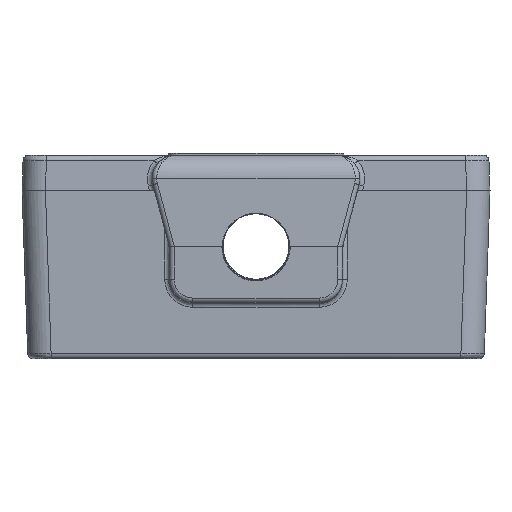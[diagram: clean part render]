
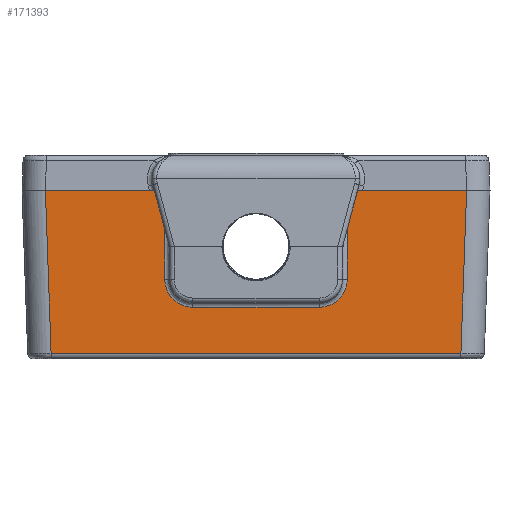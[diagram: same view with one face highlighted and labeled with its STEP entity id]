
A CAD part, left-side view. The second image highlights one B-rep face of the part: STEP entity #171393.
In plain terms, the highlighted planar face has unit normal (-1, 0, -0.018).
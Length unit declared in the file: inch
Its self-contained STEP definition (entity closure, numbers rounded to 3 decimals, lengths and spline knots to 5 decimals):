
#5184 = CARTESIAN_POINT ( 'NONE',  ( -2.2598, -0.6875, -0.44802 ) ) ;
#7746 = CARTESIAN_POINT ( 'NONE',  ( -2.26672, 0.4875, -0.05206 ) ) ;
#8668 = EDGE_CURVE ( 'NONE', #204671, #118961, #60262, .T. ) ;
#19353 = VECTOR ( 'NONE', #212175, 39.37008 ) ;
#27504 = CARTESIAN_POINT ( 'NONE',  ( -2.2641, -0.3375, -0.20206 ) ) ;
#31639 = CARTESIAN_POINT ( 'NONE',  ( -2.26417, 0.37676, -0.19816 ) ) ;
#33037 = EDGE_CURVE ( 'NONE', #118961, #112356, #70702, .T. ) ;
#34774 = FACE_OUTER_BOUND ( 'NONE', #224112, .T. ) ;
#43961 = VECTOR ( 'NONE', #143704, 39.37008 ) ;
#44728 = DIRECTION ( 'NONE',  ( 0., -1., 0. ) ) ;
#49602 = CARTESIAN_POINT ( 'NONE',  ( -2.275, -1.375, 0.4225 ) ) ;
#51489 = ORIENTED_EDGE ( 'NONE', *, *, #141496, .F. ) ;
#52201 = VECTOR ( 'NONE', #122766, 39.37008 ) ;
#56421 = EDGE_CURVE ( 'NONE', #209789, #104113, #77188, .T. ) ;
#60134 = ORIENTED_EDGE ( 'NONE', *, *, #56421, .F. ) ;
#60262 = B_SPLINE_CURVE_WITH_KNOTS ( 'NONE', 3,
 ( #7746, #80953, #154124, #227050, #62947, #121636, #125196, #31639, #214991, #122815 ),
 .UNSPECIFIED., .F., .F.,
 ( 4, 2, 2, 2, 4 ),
 ( 0., 0.25, 0.5, 0.75, 1. ),
 .UNSPECIFIED. ) ;
#61620 = VERTEX_POINT ( 'NONE', #137514 ) ;
#62315 = CARTESIAN_POINT ( 'NONE',  ( -2.26672, -0.4875, -0.05206 ) ) ;
#62947 = CARTESIAN_POINT ( 'NONE',  ( -2.26511, 0.45743, -0.14423 ) ) ;
#67058 = CARTESIAN_POINT ( 'NONE',  ( -2.26603, -0.4836, -0.09132 ) ) ;
#69609 = DIRECTION ( 'NONE',  ( 1., 0., 0.017 ) ) ;
#70502 = CARTESIAN_POINT ( 'NONE',  ( -2.25161, -0.4875, -0.91765 ) ) ;
#70702 = LINE ( 'NONE', #177502, #19353 ) ;
#71173 = ORIENTED_EDGE ( 'NONE', *, *, #95226, .F. ) ;
#72354 = CARTESIAN_POINT ( 'NONE',  ( -2.2598, -1.0946, -0.44802 ) ) ;
#75716 = VECTOR ( 'NONE', #44728, 39.37008 ) ;
#75880 = LINE ( 'NONE', #149060, #214163 ) ;
#76001 = DIRECTION ( 'NONE',  ( 0., 1., 0. ) ) ;
#77188 = LINE ( 'NONE', #5184, #212481 ) ;
#80953 = CARTESIAN_POINT ( 'NONE',  ( -2.26637, 0.48746, -0.0717 ) ) ;
#82688 = CARTESIAN_POINT ( 'NONE',  ( -2.2641, -0.35714, -0.20203 ) ) ;
#84001 = EDGE_CURVE ( 'NONE', #99730, #85101, #195249, .T. ) ;
#85101 = VERTEX_POINT ( 'NONE', #108948 ) ;
#86659 = CARTESIAN_POINT ( 'NONE',  ( -2.275, -1.125, 0.4225 ) ) ;
#88942 = CARTESIAN_POINT ( 'NONE',  ( -2.2641, -0.3375, -0.20206 ) ) ;
#90019 = DIRECTION ( 'NONE',  ( 0.017, 0., -1. ) ) ;
#95226 = EDGE_CURVE ( 'NONE', #112356, #99730, #99893, .T. ) ;
#96718 = LINE ( 'NONE', #150715, #210252 ) ;
#99730 = VERTEX_POINT ( 'NONE', #232907 ) ;
#99893 = B_SPLINE_CURVE_WITH_KNOTS ( 'NONE', 3,
 ( #27504, #82688, #190646, #135539, #231158, #140226, #104227, #67058, #213220, #62315 ),
 .UNSPECIFIED., .F., .F.,
 ( 4, 2, 2, 2, 4 ),
 ( 0., 0.25, 0.5, 0.75, 1. ),
 .UNSPECIFIED. ) ;
#100736 = VERTEX_POINT ( 'NONE', #86659 ) ;
#104113 = VERTEX_POINT ( 'NONE', #217506 ) ;
#104227 = CARTESIAN_POINT ( 'NONE',  ( -2.2654, -0.46858, -0.12761 ) ) ;
#108337 = EDGE_CURVE ( 'NONE', #100736, #209789, #75880, .T. ) ;
#108948 = CARTESIAN_POINT ( 'NONE',  ( -2.275, -0.4875, 0.4225 ) ) ;
#112356 = VERTEX_POINT ( 'NONE', #88942 ) ;
#112626 = EDGE_CURVE ( 'NONE', #61620, #204671, #96718, .T. ) ;
#114250 = DIRECTION ( 'NONE',  ( 0.017, 0.035, -0.999 ) ) ;
#114422 = ORIENTED_EDGE ( 'NONE', *, *, #172916, .F. ) ;
#117345 = CARTESIAN_POINT ( 'NONE',  ( -2.275, 1.125, 0.4225 ) ) ;
#118245 = ORIENTED_EDGE ( 'NONE', *, *, #112626, .F. ) ;
#118961 = VERTEX_POINT ( 'NONE', #179043 ) ;
#121636 = CARTESIAN_POINT ( 'NONE',  ( -2.26462, 0.42968, -0.17202 ) ) ;
#122766 = DIRECTION ( 'NONE',  ( 0., -1., 0. ) ) ;
#122815 = CARTESIAN_POINT ( 'NONE',  ( -2.2641, 0.3375, -0.20206 ) ) ;
#125196 = CARTESIAN_POINT ( 'NONE',  ( -2.26443, 0.41305, -0.18314 ) ) ;
#131799 = CARTESIAN_POINT ( 'NONE',  ( -2.26672, 0.4875, -0.05206 ) ) ;
#135539 = CARTESIAN_POINT ( 'NONE',  ( -2.26443, -0.41306, -0.18317 ) ) ;
#137514 = CARTESIAN_POINT ( 'NONE',  ( -2.275, 0.4875, 0.4225 ) ) ;
#140226 = CARTESIAN_POINT ( 'NONE',  ( -2.26511, -0.45745, -0.14424 ) ) ;
#141287 = VECTOR ( 'NONE', #169376, 39.37008 ) ;
#141496 = EDGE_CURVE ( 'NONE', #85101, #100736, #158787, .T. ) ;
#143704 = DIRECTION ( 'NONE',  ( -0.017, 0., 1. ) ) ;
#146034 = VERTEX_POINT ( 'NONE', #117345 ) ;
#147214 = DIRECTION ( 'NONE',  ( 0.017, 0., -1. ) ) ;
#149060 = CARTESIAN_POINT ( 'NONE',  ( -2.25184, -1.07867, -0.90408 ) ) ;
#150715 = CARTESIAN_POINT ( 'NONE',  ( -2.25161, 0.4875, -0.91765 ) ) ;
#154124 = CARTESIAN_POINT ( 'NONE',  ( -2.26603, 0.4836, -0.09133 ) ) ;
#158787 = LINE ( 'NONE', #49602, #52201 ) ;
#169376 = DIRECTION ( 'NONE',  ( -0.017, 0.035, 0.999 ) ) ;
#171393 = ADVANCED_FACE ( 'NONE', ( #34774 ), #179936, .F. ) ;
#172916 = EDGE_CURVE ( 'NONE', #104113, #146034, #225448, .T. ) ;
#177502 = CARTESIAN_POINT ( 'NONE',  ( -2.2641, -1.375, -0.20206 ) ) ;
#177824 = LINE ( 'NONE', #232772, #75716 ) ;
#179043 = CARTESIAN_POINT ( 'NONE',  ( -2.2641, 0.3375, -0.20206 ) ) ;
#179643 = ORIENTED_EDGE ( 'NONE', *, *, #33037, .F. ) ;
#179936 = PLANE ( 'NONE',  #221061 ) ;
#187760 = ORIENTED_EDGE ( 'NONE', *, *, #8668, .F. ) ;
#190646 = CARTESIAN_POINT ( 'NONE',  ( -2.26417, -0.37677, -0.19816 ) ) ;
#195249 = LINE ( 'NONE', #70502, #43961 ) ;
#199331 = ORIENTED_EDGE ( 'NONE', *, *, #108337, .F. ) ;
#200589 = EDGE_CURVE ( 'NONE', #146034, #61620, #177824, .T. ) ;
#204671 = VERTEX_POINT ( 'NONE', #131799 ) ;
#205222 = CARTESIAN_POINT ( 'NONE',  ( -2.2598, 1.0946, -0.44802 ) ) ;
#209789 = VERTEX_POINT ( 'NONE', #72354 ) ;
#210252 = VECTOR ( 'NONE', #147214, 39.37008 ) ;
#212175 = DIRECTION ( 'NONE',  ( 0., -1., 0. ) ) ;
#212481 = VECTOR ( 'NONE', #76001, 39.37008 ) ;
#213220 = CARTESIAN_POINT ( 'NONE',  ( -2.26637, -0.4875, -0.0717 ) ) ;
#214163 = VECTOR ( 'NONE', #114250, 39.37008 ) ;
#214991 = CARTESIAN_POINT ( 'NONE',  ( -2.2641, 0.35713, -0.20207 ) ) ;
#217506 = CARTESIAN_POINT ( 'NONE',  ( -2.25977, 1.0946, -0.44802 ) ) ;
#221061 = AXIS2_PLACEMENT_3D ( 'NONE', #233714, #69609, #90019 ) ;
#224112 = EDGE_LOOP ( 'NONE', ( #231419, #114422, #60134, #199331, #51489, #227497, #71173, #179643, #187760, #118245 ) ) ;
#225448 = LINE ( 'NONE', #205222, #141287 ) ;
#227050 = CARTESIAN_POINT ( 'NONE',  ( -2.2654, 0.46861, -0.12763 ) ) ;
#227497 = ORIENTED_EDGE ( 'NONE', *, *, #84001, .F. ) ;
#231158 = CARTESIAN_POINT ( 'NONE',  ( -2.26462, -0.42967, -0.17199 ) ) ;
#231419 = ORIENTED_EDGE ( 'NONE', *, *, #200589, .F. ) ;
#232772 = CARTESIAN_POINT ( 'NONE',  ( -2.275, -1.375, 0.4225 ) ) ;
#232907 = CARTESIAN_POINT ( 'NONE',  ( -2.26672, -0.4875, -0.05206 ) ) ;
#233714 = CARTESIAN_POINT ( 'NONE',  ( -2.25161, -1.375, -0.91765 ) ) ;
